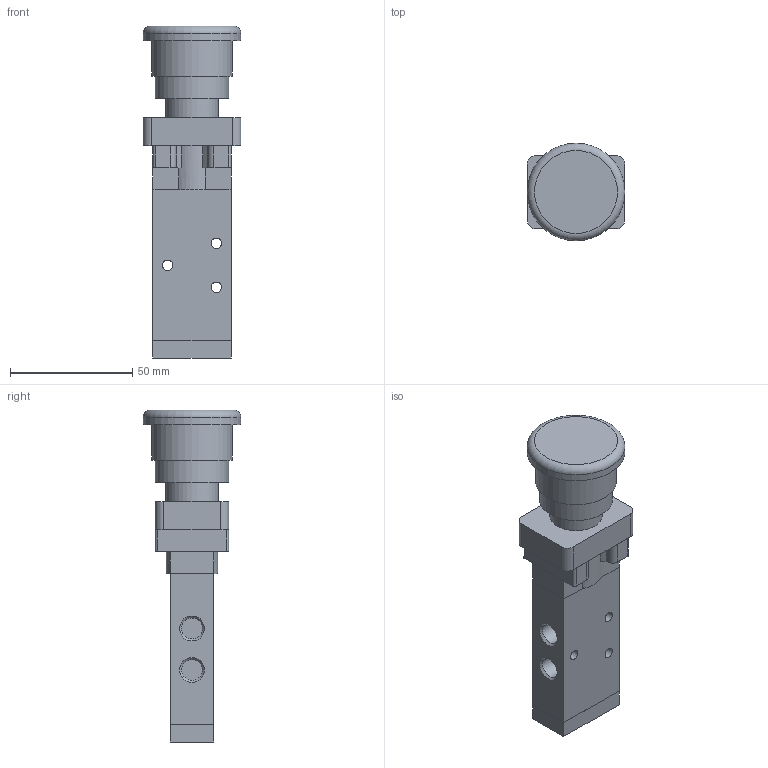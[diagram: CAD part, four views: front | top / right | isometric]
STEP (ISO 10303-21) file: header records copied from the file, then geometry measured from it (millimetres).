
FILE_DESCRIPTION((''),'2;1');
FILE_NAME('228_52_6_25.stp','2006-12-19T11:42:26',('rivolro1'),(''),'Autodesk Inventor 11','Autodesk Inventor 11','');
FILE_SCHEMA(('AUTOMOTIVE_DESIGN { 1 0 10303 214 1 1 1 1 }'));
Length unit declared in the file: millimetre
Products named in the file (1): 228_52_6_25
Bounding box: 40 x 40 x 136 mm (x, y, z)
Volume: 92098.6 mm3; surface area: 19905.2 mm2
Topology: 1 solids, 1 shells, 87 faces, 212 edges, 138 vertices
Faces by surface type: plane 46, cylinder 25, bspline 15, torus 1
Full cylindrical faces by diameter (mm): 4.25 x3, 21.7 x1, 30 x1, 33 x1, 40 x1
Entity records: 2635 total; most frequent: CARTESIAN_POINT 605, DIRECTION 414, ORIENTED_EDGE 388, EDGE_CURVE 194, AXIS2_PLACEMENT_3D 147, VERTEX_POINT 138, EDGE_LOOP 122, VECTOR 120
